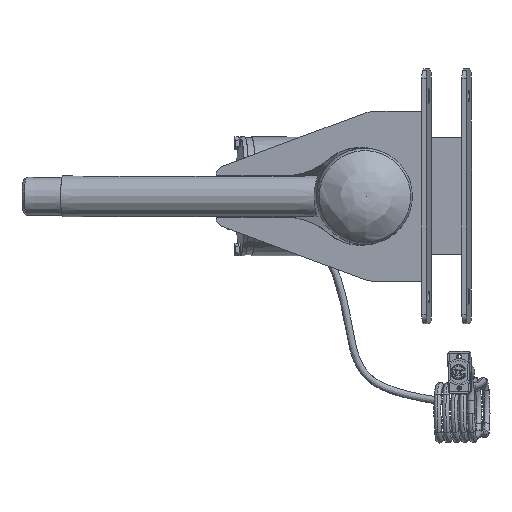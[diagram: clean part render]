
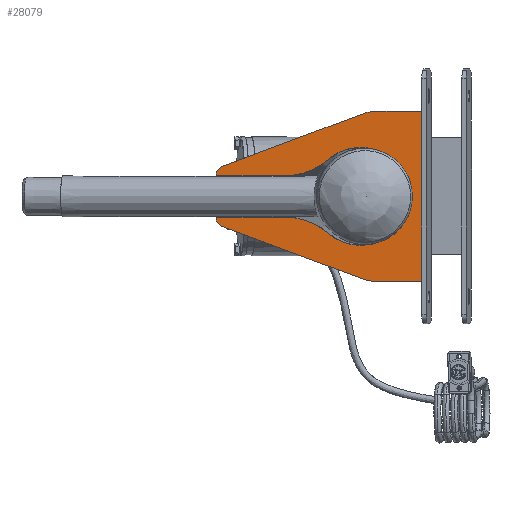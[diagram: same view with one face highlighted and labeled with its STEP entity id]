
A CAD part, left-side view. The second image highlights one B-rep face of the part: STEP entity #28079.
In plain terms, the highlighted planar face has unit normal (-0.995, 0.101, 0).
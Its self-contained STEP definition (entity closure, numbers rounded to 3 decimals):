
#1804=CIRCLE('',#30513,57.5);
#1806=CIRCLE('',#30516,80.);
#1808=CIRCLE('',#30520,2.);
#1810=CIRCLE('',#30523,10.);
#1812=CIRCLE('',#30527,50.);
#1814=CIRCLE('',#30532,50.);
#1816=CIRCLE('',#30536,10.);
#1818=CIRCLE('',#30539,2.);
#1820=CIRCLE('',#30543,80.);
#1822=CIRCLE('',#30546,57.5);
#1824=CIRCLE('',#30550,57.5);
#4725=FACE_OUTER_BOUND('',#6171,.T.);
#6171=EDGE_LOOP('',(#19650,#19651,#19652,#19653,#19654,#19655,#19656,#19657,
#19658,#19659,#19660,#19661,#19662,#19663,#19664,#19665,#19666,#19667,#19668,
#19669));
#7719=LINE('',#40638,#10422);
#7724=LINE('',#40662,#10427);
#7729=LINE('',#40680,#10432);
#7733=LINE('',#40691,#10436);
#7735=LINE('',#40695,#10438);
#7739=LINE('',#40707,#10442);
#7744=LINE('',#40725,#10447);
#7749=LINE('',#40743,#10452);
#7753=LINE('',#40754,#10456);
#10422=VECTOR('',#33065,10.);
#10427=VECTOR('',#33090,10.);
#10432=VECTOR('',#33109,10.);
#10436=VECTOR('',#33121,10.);
#10438=VECTOR('',#33125,10.);
#10442=VECTOR('',#33137,10.);
#10447=VECTOR('',#33156,10.);
#10452=VECTOR('',#33175,10.);
#10456=VECTOR('',#33187,10.);
#13121=VERTEX_POINT('',#40634);
#13122=VERTEX_POINT('',#40636);
#13125=VERTEX_POINT('',#40646);
#13126=VERTEX_POINT('',#40647);
#13129=VERTEX_POINT('',#40655);
#13131=VERTEX_POINT('',#40661);
#13133=VERTEX_POINT('',#40667);
#13135=VERTEX_POINT('',#40673);
#13137=VERTEX_POINT('',#40679);
#13139=VERTEX_POINT('',#40685);
#13141=VERTEX_POINT('',#40694);
#13143=VERTEX_POINT('',#40700);
#13145=VERTEX_POINT('',#40706);
#13147=VERTEX_POINT('',#40712);
#13149=VERTEX_POINT('',#40718);
#13151=VERTEX_POINT('',#40724);
#13153=VERTEX_POINT('',#40730);
#13155=VERTEX_POINT('',#40736);
#13157=VERTEX_POINT('',#40742);
#13159=VERTEX_POINT('',#40748);
#15644=EDGE_CURVE('',#13122,#13121,#7719,.T.);
#15648=EDGE_CURVE('',#13125,#13126,#1804,.T.);
#15652=EDGE_CURVE('',#13129,#13125,#1806,.T.);
#15655=EDGE_CURVE('',#13131,#13129,#7724,.T.);
#15658=EDGE_CURVE('',#13133,#13131,#1808,.T.);
#15661=EDGE_CURVE('',#13135,#13133,#1810,.T.);
#15664=EDGE_CURVE('',#13137,#13135,#7729,.T.);
#15667=EDGE_CURVE('',#13139,#13137,#1812,.T.);
#15670=EDGE_CURVE('',#13121,#13139,#7733,.T.);
#15672=EDGE_CURVE('',#13141,#13122,#7735,.T.);
#15675=EDGE_CURVE('',#13143,#13141,#1814,.T.);
#15678=EDGE_CURVE('',#13145,#13143,#7739,.T.);
#15681=EDGE_CURVE('',#13147,#13145,#1816,.T.);
#15684=EDGE_CURVE('',#13149,#13147,#1818,.T.);
#15687=EDGE_CURVE('',#13151,#13149,#7744,.T.);
#15690=EDGE_CURVE('',#13153,#13151,#1820,.T.);
#15693=EDGE_CURVE('',#13155,#13153,#1822,.T.);
#15696=EDGE_CURVE('',#13157,#13155,#7749,.T.);
#15699=EDGE_CURVE('',#13159,#13157,#1824,.T.);
#15702=EDGE_CURVE('',#13126,#13159,#7753,.T.);
#19650=ORIENTED_EDGE('',*,*,#15702,.F.);
#19651=ORIENTED_EDGE('',*,*,#15648,.F.);
#19652=ORIENTED_EDGE('',*,*,#15652,.F.);
#19653=ORIENTED_EDGE('',*,*,#15655,.F.);
#19654=ORIENTED_EDGE('',*,*,#15658,.F.);
#19655=ORIENTED_EDGE('',*,*,#15661,.F.);
#19656=ORIENTED_EDGE('',*,*,#15664,.F.);
#19657=ORIENTED_EDGE('',*,*,#15667,.F.);
#19658=ORIENTED_EDGE('',*,*,#15670,.F.);
#19659=ORIENTED_EDGE('',*,*,#15644,.F.);
#19660=ORIENTED_EDGE('',*,*,#15672,.F.);
#19661=ORIENTED_EDGE('',*,*,#15675,.F.);
#19662=ORIENTED_EDGE('',*,*,#15678,.F.);
#19663=ORIENTED_EDGE('',*,*,#15681,.F.);
#19664=ORIENTED_EDGE('',*,*,#15684,.F.);
#19665=ORIENTED_EDGE('',*,*,#15687,.F.);
#19666=ORIENTED_EDGE('',*,*,#15690,.F.);
#19667=ORIENTED_EDGE('',*,*,#15693,.F.);
#19668=ORIENTED_EDGE('',*,*,#15696,.F.);
#19669=ORIENTED_EDGE('',*,*,#15699,.F.);
#27046=PLANE('',#30554);
#28079=ADVANCED_FACE('',(#4725),#27046,.F.);
#30513=AXIS2_PLACEMENT_3D('',#40648,#33075,#33076);
#30516=AXIS2_PLACEMENT_3D('',#40656,#33083,#33084);
#30520=AXIS2_PLACEMENT_3D('',#40668,#33095,#33096);
#30523=AXIS2_PLACEMENT_3D('',#40674,#33102,#33103);
#30527=AXIS2_PLACEMENT_3D('',#40686,#33114,#33115);
#30532=AXIS2_PLACEMENT_3D('',#40701,#33130,#33131);
#30536=AXIS2_PLACEMENT_3D('',#40713,#33142,#33143);
#30539=AXIS2_PLACEMENT_3D('',#40719,#33149,#33150);
#30543=AXIS2_PLACEMENT_3D('',#40731,#33161,#33162);
#30546=AXIS2_PLACEMENT_3D('',#40737,#33168,#33169);
#30550=AXIS2_PLACEMENT_3D('',#40749,#33180,#33181);
#30554=AXIS2_PLACEMENT_3D('',#40757,#33191,#33192);
#33065=DIRECTION('',(0.,0.,-1.));
#33075=DIRECTION('center_axis',(-0.995,0.101,0.));
#33076=DIRECTION('ref_axis',(0.066,0.649,-0.758));
#33083=DIRECTION('center_axis',(0.995,-0.101,0.));
#33084=DIRECTION('ref_axis',(0.066,0.649,-0.758));
#33090=DIRECTION('',(-0.101,-0.995,0.));
#33095=DIRECTION('center_axis',(0.995,-0.101,0.));
#33096=DIRECTION('ref_axis',(0.,0.,
-1.));
#33102=DIRECTION('center_axis',(0.995,-0.101,0.));
#33103=DIRECTION('ref_axis',(-0.101,-0.994,0.043));
#33109=DIRECTION('',(0.095,0.932,0.349));
#33114=DIRECTION('center_axis',(0.995,-0.101,0.));
#33115=DIRECTION('ref_axis',(-0.035,-0.347,0.937));
#33121=DIRECTION('',(0.101,0.995,0.));
#33125=DIRECTION('',(-0.101,-0.995,0.));
#33130=DIRECTION('center_axis',(0.995,-0.101,0.));
#33131=DIRECTION('ref_axis',(0.,0.,
-1.));
#33137=DIRECTION('',(-0.095,-0.932,0.349));
#33142=DIRECTION('center_axis',(0.995,-0.101,0.));
#33143=DIRECTION('ref_axis',(-0.035,-0.347,-0.937));
#33149=DIRECTION('center_axis',(0.995,-0.101,0.));
#33150=DIRECTION('ref_axis',(-0.101,-0.99,0.096));
#33156=DIRECTION('',(0.101,0.995,0.));
#33161=DIRECTION('center_axis',(0.995,-0.101,0.));
#33162=DIRECTION('ref_axis',(0.,0.,
1.));
#33168=DIRECTION('center_axis',(-0.995,0.101,0.));
#33169=DIRECTION('ref_axis',(0.,0.,
1.));
#33175=DIRECTION('',(0.101,0.995,0.));
#33180=DIRECTION('center_axis',(-0.995,0.101,0.));
#33181=DIRECTION('ref_axis',(0.,0.,
-1.));
#33187=DIRECTION('',(-0.101,-0.995,0.));
#33191=DIRECTION('center_axis',(0.995,-0.101,0.));
#33192=DIRECTION('ref_axis',(0.,0.,-1.));
#40634=CARTESIAN_POINT('',(380.204,-107.533,-100.));
#40636=CARTESIAN_POINT('',(380.204,-107.533,100.));
#40638=CARTESIAN_POINT('',(380.204,-107.533,100.));
#40646=CARTESIAN_POINT('',(391.572,4.192,-43.595));
#40647=CARTESIAN_POINT('',(387.777,-33.108,-57.5));
#40648=CARTESIAN_POINT('Origin',(387.777,-33.108,0.));
#40655=CARTESIAN_POINT('',(396.852,56.087,-24.25));
#40656=CARTESIAN_POINT('Origin',(396.852,56.087,-104.25));
#40661=CARTESIAN_POINT('',(404.803,134.219,-24.25));
#40662=CARTESIAN_POINT('',(404.803,134.219,-24.25));
#40667=CARTESIAN_POINT('',(405.004,136.2,-26.058));
#40668=CARTESIAN_POINT('Origin',(404.803,134.219,-26.25));
#40673=CARTESIAN_POINT('',(404.346,129.733,-35.));
#40674=CARTESIAN_POINT('Origin',(403.993,126.26,-25.629));
#40679=CARTESIAN_POINT('',(387.538,-35.45,-96.854));
#40680=CARTESIAN_POINT('',(387.538,-35.45,-96.854));
#40685=CARTESIAN_POINT('',(385.771,-52.815,-100.));
#40686=CARTESIAN_POINT('Origin',(385.771,-52.815,-50.));
#40691=CARTESIAN_POINT('',(380.204,-107.533,-100.));
#40694=CARTESIAN_POINT('',(385.771,-52.815,100.));
#40695=CARTESIAN_POINT('',(385.771,-52.815,100.));
#40700=CARTESIAN_POINT('',(387.538,-35.45,96.854));
#40701=CARTESIAN_POINT('Origin',(385.771,-52.815,50.));
#40706=CARTESIAN_POINT('',(404.346,129.733,35.));
#40707=CARTESIAN_POINT('',(404.346,129.733,35.));
#40712=CARTESIAN_POINT('',(405.004,136.2,26.058));
#40713=CARTESIAN_POINT('Origin',(403.993,126.26,25.629));
#40718=CARTESIAN_POINT('',(404.803,134.219,24.25));
#40719=CARTESIAN_POINT('Origin',(404.803,134.219,26.25));
#40724=CARTESIAN_POINT('',(396.852,56.087,24.25));
#40725=CARTESIAN_POINT('',(396.852,56.087,24.25));
#40730=CARTESIAN_POINT('',(391.572,4.192,43.595));
#40731=CARTESIAN_POINT('Origin',(396.852,56.087,104.25));
#40736=CARTESIAN_POINT('',(387.777,-33.108,57.5));
#40737=CARTESIAN_POINT('Origin',(387.777,-33.108,0.));
#40742=CARTESIAN_POINT('',(387.574,-35.098,57.5));
#40743=CARTESIAN_POINT('',(387.574,-35.098,57.5));
#40748=CARTESIAN_POINT('',(387.574,-35.098,-57.5));
#40749=CARTESIAN_POINT('Origin',(387.574,-35.098,0.));
#40754=CARTESIAN_POINT('',(387.777,-33.108,-57.5));
#40757=CARTESIAN_POINT('Origin',(390.697,-4.403,0.));
